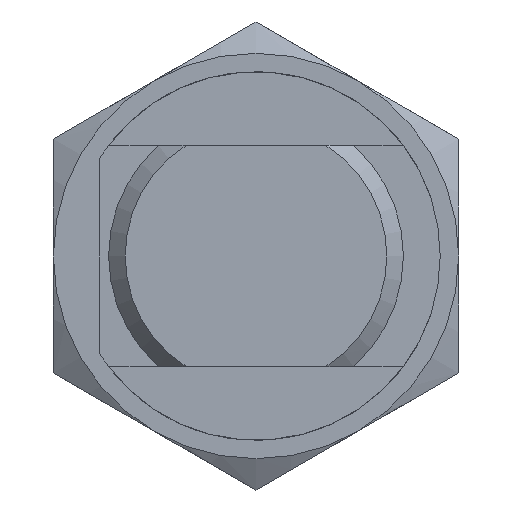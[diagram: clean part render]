
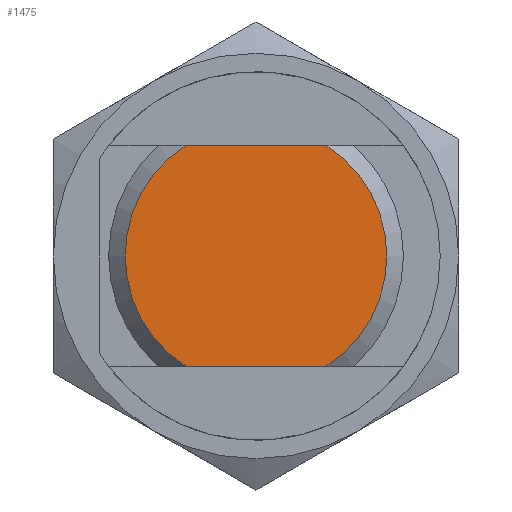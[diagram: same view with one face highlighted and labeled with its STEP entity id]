
A CAD part, front view. The second image highlights one B-rep face of the part: STEP entity #1475.
In plain terms, the highlighted planar face has unit normal (0, -1, 0).
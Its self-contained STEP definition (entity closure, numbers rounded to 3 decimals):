
#143=PLANE('',#1611);
#197=CIRCLE('',#1610,7.1);
#198=CIRCLE('',#1612,7.1);
#334=ORIENTED_EDGE('',*,*,#631,.F.);
#335=ORIENTED_EDGE('',*,*,#617,.T.);
#336=ORIENTED_EDGE('',*,*,#630,.F.);
#337=ORIENTED_EDGE('',*,*,#632,.T.);
#617=EDGE_CURVE('',#776,#777,#879,.T.);
#630=EDGE_CURVE('',#787,#777,#197,.T.);
#631=EDGE_CURVE('',#776,#788,#198,.T.);
#632=EDGE_CURVE('',#787,#788,#882,.T.);
#776=VERTEX_POINT('',#2181);
#777=VERTEX_POINT('',#2185);
#787=VERTEX_POINT('',#2224);
#788=VERTEX_POINT('',#2228);
#879=LINE('',#2186,#925);
#882=LINE('',#2229,#928);
#925=VECTOR('',#1805,1000.);
#928=VECTOR('',#1860,1000.);
#995=EDGE_LOOP('',(#334,#335,#336,#337));
#1115=FACE_BOUND('',#995,.T.);
#1475=ADVANCED_FACE('',(#1115),#143,.T.);
#1610=AXIS2_PLACEMENT_3D('',#2225,#1854,#1855);
#1611=AXIS2_PLACEMENT_3D('',#2226,#1856,#1857);
#1612=AXIS2_PLACEMENT_3D('',#2227,#1858,#1859);
#1805=DIRECTION('',(-1.,0.,0.));
#1854=DIRECTION('',(0.,1.,0.));
#1855=DIRECTION('',(-1.,0.,0.));
#1856=DIRECTION('',(0.,-1.,0.));
#1857=DIRECTION('',(0.,0.,-1.));
#1858=DIRECTION('',(0.,1.,0.));
#1859=DIRECTION('',(1.,0.,0.));
#1860=DIRECTION('',(1.,0.,0.));
#2181=CARTESIAN_POINT('',(3.796,0.,6.));
#2185=CARTESIAN_POINT('',(-3.796,0.,6.));
#2186=CARTESIAN_POINT('',(3.796,0.,6.));
#2224=CARTESIAN_POINT('',(-3.796,0.,-6.));
#2225=CARTESIAN_POINT('',(0.,0.,0.));
#2226=CARTESIAN_POINT('',(-4.,0.,0.));
#2227=CARTESIAN_POINT('',(0.,0.,0.));
#2228=CARTESIAN_POINT('',(3.796,0.,-6.));
#2229=CARTESIAN_POINT('',(-3.796,0.,-6.));
